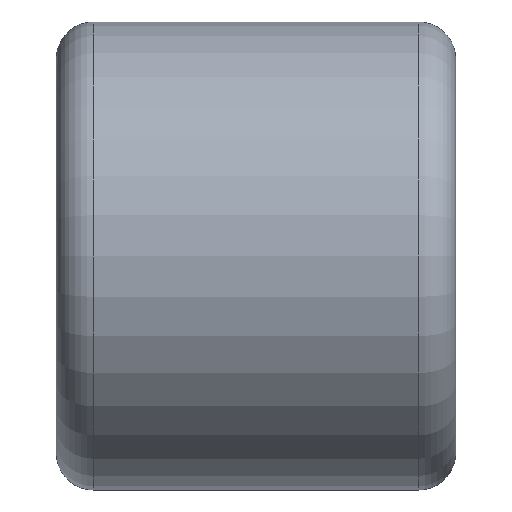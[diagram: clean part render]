
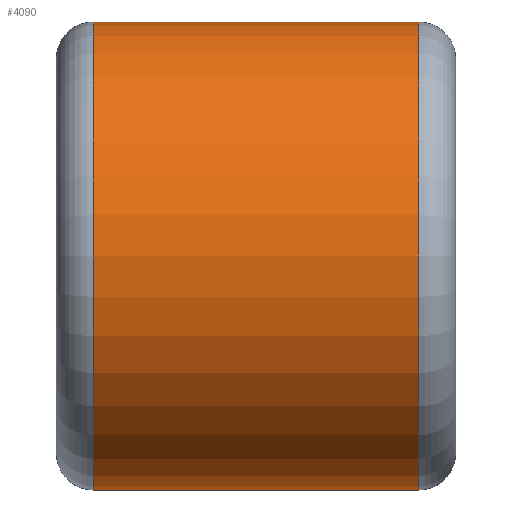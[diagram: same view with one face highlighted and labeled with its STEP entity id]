
A CAD part, front view. The second image highlights one B-rep face of the part: STEP entity #4090.
In plain terms, the highlighted cylindrical face has radius 41 mm (diameter 82 mm), a partial arc.
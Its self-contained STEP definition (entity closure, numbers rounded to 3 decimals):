
#128 = LINE ( 'NONE', #443, #3338 ) ;
#443 = CARTESIAN_POINT ( 'NONE',  ( -57.637, 0., 250.987 ) ) ;
#447 = CARTESIAN_POINT ( 'NONE',  ( -28.5, 0., 332.987 ) ) ;
#590 = LINE ( 'NONE', #1372, #1893 ) ;
#612 = EDGE_CURVE ( 'NONE', #2532, #1002, #661, .T. ) ;
#661 = CIRCLE ( 'NONE', #4279, 41. ) ;
#682 = ORIENTED_EDGE ( 'NONE', *, *, #4531, .T. ) ;
#694 = CIRCLE ( 'NONE', #4085, 41. ) ;
#748 = CARTESIAN_POINT ( 'NONE',  ( -28.5, 0., 291.987 ) ) ;
#943 = DIRECTION ( 'NONE',  ( -1., 0., 0. ) ) ;
#1002 = VERTEX_POINT ( 'NONE', #1192 ) ;
#1192 = CARTESIAN_POINT ( 'NONE',  ( 28.5, 0., 332.987 ) ) ;
#1372 = CARTESIAN_POINT ( 'NONE',  ( -57.637, 0., 332.987 ) ) ;
#1656 = VERTEX_POINT ( 'NONE', #447 ) ;
#1849 = CARTESIAN_POINT ( 'NONE',  ( 28.5, 0., 250.987 ) ) ;
#1881 = CARTESIAN_POINT ( 'NONE',  ( 28.5, 0., 291.987 ) ) ;
#1893 = VECTOR ( 'NONE', #943, 1000. ) ;
#2357 = FACE_OUTER_BOUND ( 'NONE', #4028, .T. ) ;
#2446 = DIRECTION ( 'NONE',  ( 0., 0., -1. ) ) ;
#2532 = VERTEX_POINT ( 'NONE', #1849 ) ;
#2552 = DIRECTION ( 'NONE',  ( -1., 0., 0. ) ) ;
#2599 = AXIS2_PLACEMENT_3D ( 'NONE', #3821, #4149, #3800 ) ;
#2807 = DIRECTION ( 'NONE',  ( 1., 0., 0. ) ) ;
#2935 = VERTEX_POINT ( 'NONE', #3443 ) ;
#3106 = EDGE_CURVE ( 'NONE', #1656, #2935, #694, .T. ) ;
#3219 = EDGE_CURVE ( 'NONE', #2532, #2935, #128, .T. ) ;
#3338 = VECTOR ( 'NONE', #2552, 1000. ) ;
#3369 = DIRECTION ( 'NONE',  ( -1., 0., 0. ) ) ;
#3416 = ORIENTED_EDGE ( 'NONE', *, *, #3219, .F. ) ;
#3443 = CARTESIAN_POINT ( 'NONE',  ( -28.5, 0., 250.987 ) ) ;
#3478 = ORIENTED_EDGE ( 'NONE', *, *, #3106, .T. ) ;
#3496 = CYLINDRICAL_SURFACE ( 'NONE', #2599, 41. ) ;
#3716 = DIRECTION ( 'NONE',  ( 0., 0., 1. ) ) ;
#3800 = DIRECTION ( 'NONE',  ( 0., 0., 1. ) ) ;
#3805 = ORIENTED_EDGE ( 'NONE', *, *, #612, .T. ) ;
#3821 = CARTESIAN_POINT ( 'NONE',  ( -57.637, 0., 291.987 ) ) ;
#4028 = EDGE_LOOP ( 'NONE', ( #3416, #3805, #682, #3478 ) ) ;
#4085 = AXIS2_PLACEMENT_3D ( 'NONE', #748, #2807, #2446 ) ;
#4090 = ADVANCED_FACE ( 'NONE', ( #2357 ), #3496, .T. ) ;
#4149 = DIRECTION ( 'NONE',  ( -1., 0., 0. ) ) ;
#4279 = AXIS2_PLACEMENT_3D ( 'NONE', #1881, #3369, #3716 ) ;
#4531 = EDGE_CURVE ( 'NONE', #1002, #1656, #590, .T. ) ;
